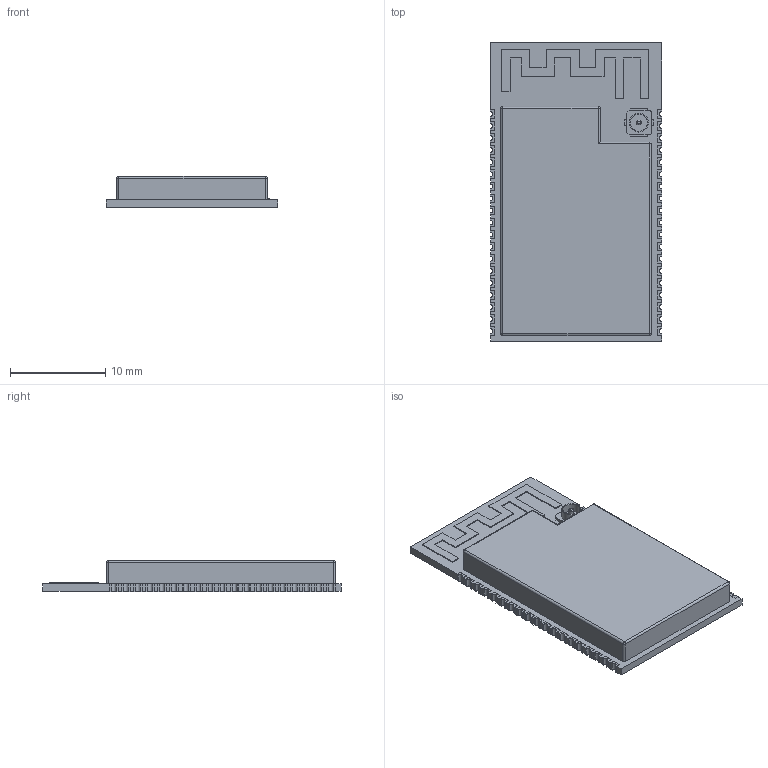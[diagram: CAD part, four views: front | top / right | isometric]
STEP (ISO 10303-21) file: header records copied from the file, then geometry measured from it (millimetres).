
FILE_DESCRIPTION(('FreeCAD Model'),'2;1');
FILE_NAME('ESP32-WROVER.step','2021-02-10T19:09:49',('kicad StepUp'),('ksu MCAD'), 'Open CASCADE STEP processor 7.3','FreeCAD','Unknown');
FILE_SCHEMA(('AUTOMOTIVE_DESIGN { 1 0 10303 214 1 1 1 1 }'));
Length unit declared in the file: millimetre
Products named in the file (1): ESP32-WROVER
Bounding box: 18.04 x 31.4 x 3.28 mm (x, y, z)
Volume: 1339.2 mm3; surface area: 1477.3 mm2
Topology: 1 solids, 2 shells, 488 faces, 1428 edges, 943 vertices
Faces by surface type: plane 426, cylinder 56, sphere 5, torus 1
Full cylindrical faces by diameter (mm): 0.5 x1, 1.8 x1, 2 x1
Entity records: 19325 total; most frequent: CARTESIAN_POINT 2855, ORIENTED_EDGE 2846, DIRECTION 2514, EDGE_CURVE 1423, LINE 1310, VECTOR 1310, VERTEX_POINT 943, AXIS2_PLACEMENT_3D 602
